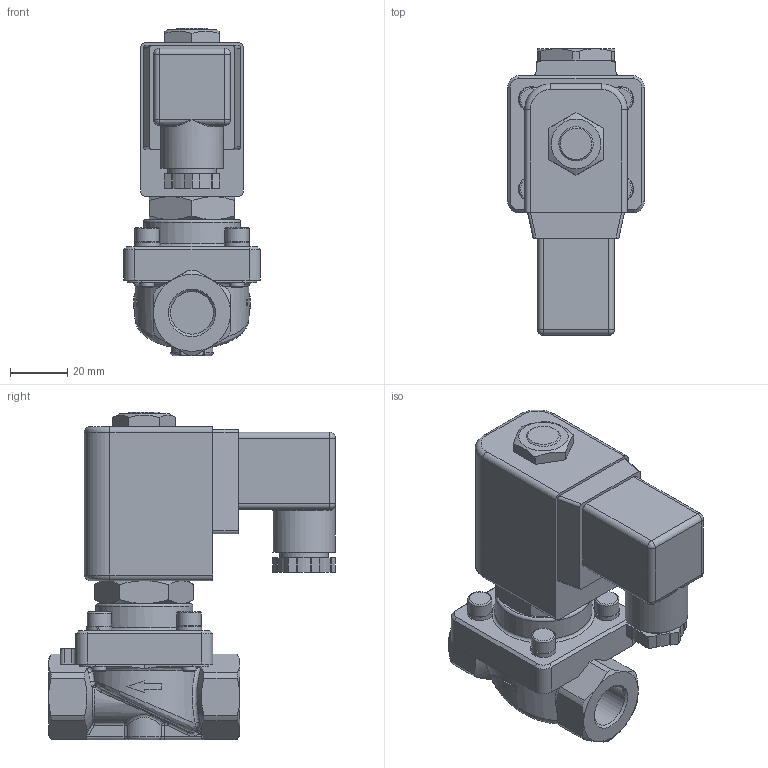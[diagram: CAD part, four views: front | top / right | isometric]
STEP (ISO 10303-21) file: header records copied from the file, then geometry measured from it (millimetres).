
FILE_DESCRIPTION(/* description */ ('3D-Modell'),/* implementation_level */ '2;1');
FILE_NAME(/* name */ '035.000359.stp',/* time_stamp */ '2018-12-14T10:31:00+01:00',/* author */ ('EFast'),/* organization */ (''),/* preprocessor_version */ 'ST-DEVELOPER v16.1',/* originating_system */ 'Autodesk Inventor 2016',/* authorisation */ '');
FILE_SCHEMA (('AUTOMOTIVE_DESIGN { 1 0 10303 214 3 1 1 }'));
Length unit declared in the file: millimetre
Products named in the file (1): 88-004071
Bounding box: 48 x 100.5 x 114.7 mm (x, y, z)
Volume: 211838.4 mm3; surface area: 33219.1 mm2
Topology: 1 solids, 1 shells, 375 faces, 944 edges, 580 vertices
Faces by surface type: plane 148, cylinder 100, cone 46, bspline 44, torus 27, sphere 10
Full cylindrical faces by diameter (mm): 3.242 x2, 5 x4, 8.5 x4, 14.95 x2, 17 x1, 22 x1, 34 x1
Entity records: 12596 total; most frequent: CARTESIAN_POINT 4219, ORIENTED_EDGE 1770, DIRECTION 1686, EDGE_CURVE 885, AXIS2_PLACEMENT_3D 667, VERTEX_POINT 566, EDGE_LOOP 433, FACE_OUTER_BOUND 375
